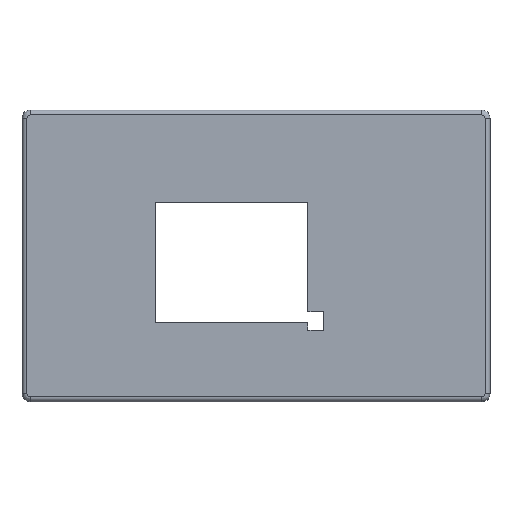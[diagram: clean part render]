
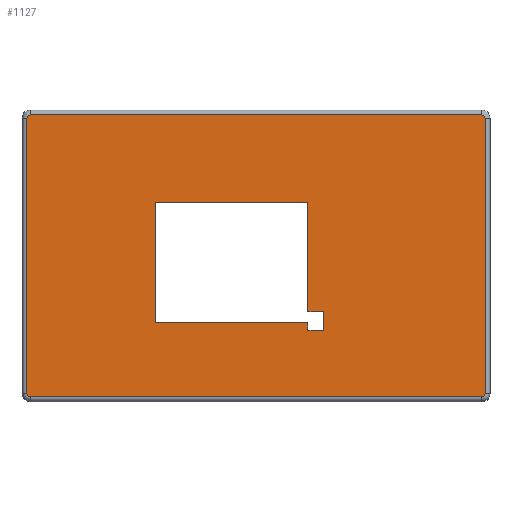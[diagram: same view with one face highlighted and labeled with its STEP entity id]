
A CAD part, top view. The second image highlights one B-rep face of the part: STEP entity #1127.
In plain terms, the highlighted planar face has unit normal (0, 0, 1).
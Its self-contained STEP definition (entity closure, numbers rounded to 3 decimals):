
#31=FACE_BOUND('',#124,.T.);
#34=CIRCLE('',#1205,0.34);
#35=CIRCLE('',#1206,0.34);
#36=CIRCLE('',#1207,0.34);
#37=CIRCLE('',#1208,0.34);
#60=FACE_OUTER_BOUND('',#123,.T.);
#123=EDGE_LOOP('',(#748,#749,#750,#751,#752,#753,#754,#755));
#124=EDGE_LOOP('',(#756,#757,#758,#759,#760,#761,#762,#763));
#190=LINE('',#1606,#331);
#192=LINE('',#1613,#333);
#193=LINE('',#1617,#334);
#194=LINE('',#1621,#335);
#195=LINE('',#1624,#336);
#196=LINE('',#1626,#337);
#197=LINE('',#1628,#338);
#198=LINE('',#1630,#339);
#199=LINE('',#1632,#340);
#200=LINE('',#1634,#341);
#201=LINE('',#1636,#342);
#202=LINE('',#1637,#343);
#331=VECTOR('',#1293,10.);
#333=VECTOR('',#1299,10.);
#334=VECTOR('',#1302,10.);
#335=VECTOR('',#1305,10.);
#336=VECTOR('',#1308,10.);
#337=VECTOR('',#1309,10.);
#338=VECTOR('',#1310,10.);
#339=VECTOR('',#1311,10.);
#340=VECTOR('',#1312,10.);
#341=VECTOR('',#1313,10.);
#342=VECTOR('',#1314,10.);
#343=VECTOR('',#1315,10.);
#472=VERTEX_POINT('',#1603);
#473=VERTEX_POINT('',#1605);
#474=VERTEX_POINT('',#1609);
#475=VERTEX_POINT('',#1610);
#476=VERTEX_POINT('',#1612);
#477=VERTEX_POINT('',#1614);
#478=VERTEX_POINT('',#1616);
#479=VERTEX_POINT('',#1618);
#480=VERTEX_POINT('',#1620);
#481=VERTEX_POINT('',#1622);
#482=VERTEX_POINT('',#1625);
#483=VERTEX_POINT('',#1627);
#484=VERTEX_POINT('',#1629);
#485=VERTEX_POINT('',#1631);
#486=VERTEX_POINT('',#1633);
#487=VERTEX_POINT('',#1635);
#579=EDGE_CURVE('',#473,#472,#190,.T.);
#581=EDGE_CURVE('',#474,#475,#34,.T.);
#582=EDGE_CURVE('',#476,#474,#192,.T.);
#583=EDGE_CURVE('',#477,#476,#35,.T.);
#584=EDGE_CURVE('',#478,#477,#193,.T.);
#585=EDGE_CURVE('',#479,#478,#36,.T.);
#586=EDGE_CURVE('',#480,#479,#194,.T.);
#587=EDGE_CURVE('',#481,#480,#37,.T.);
#588=EDGE_CURVE('',#475,#481,#195,.T.);
#589=EDGE_CURVE('',#482,#473,#196,.T.);
#590=EDGE_CURVE('',#472,#483,#197,.T.);
#591=EDGE_CURVE('',#483,#484,#198,.T.);
#592=EDGE_CURVE('',#484,#485,#199,.T.);
#593=EDGE_CURVE('',#485,#486,#200,.T.);
#594=EDGE_CURVE('',#486,#487,#201,.T.);
#595=EDGE_CURVE('',#487,#482,#202,.T.);
#748=ORIENTED_EDGE('',*,*,#581,.F.);
#749=ORIENTED_EDGE('',*,*,#582,.F.);
#750=ORIENTED_EDGE('',*,*,#583,.F.);
#751=ORIENTED_EDGE('',*,*,#584,.F.);
#752=ORIENTED_EDGE('',*,*,#585,.F.);
#753=ORIENTED_EDGE('',*,*,#586,.F.);
#754=ORIENTED_EDGE('',*,*,#587,.F.);
#755=ORIENTED_EDGE('',*,*,#588,.F.);
#756=ORIENTED_EDGE('',*,*,#589,.T.);
#757=ORIENTED_EDGE('',*,*,#579,.T.);
#758=ORIENTED_EDGE('',*,*,#590,.T.);
#759=ORIENTED_EDGE('',*,*,#591,.T.);
#760=ORIENTED_EDGE('',*,*,#592,.T.);
#761=ORIENTED_EDGE('',*,*,#593,.T.);
#762=ORIENTED_EDGE('',*,*,#594,.T.);
#763=ORIENTED_EDGE('',*,*,#595,.T.);
#1079=PLANE('',#1204);
#1127=ADVANCED_FACE('',(#60,#31),#1079,.T.);
#1204=AXIS2_PLACEMENT_3D('',#1608,#1295,#1296);
#1205=AXIS2_PLACEMENT_3D('',#1611,#1297,#1298);
#1206=AXIS2_PLACEMENT_3D('',#1615,#1300,#1301);
#1207=AXIS2_PLACEMENT_3D('',#1619,#1303,#1304);
#1208=AXIS2_PLACEMENT_3D('',#1623,#1306,#1307);
#1293=DIRECTION('',(0.,1.,0.));
#1295=DIRECTION('center_axis',(0.,0.,1.));
#1296=DIRECTION('ref_axis',(1.,0.,0.));
#1297=DIRECTION('center_axis',(0.,0.,-1.));
#1298=DIRECTION('ref_axis',(-0.707,0.707,0.));
#1299=DIRECTION('',(0.,1.,0.));
#1300=DIRECTION('center_axis',(0.,0.,-1.));
#1301=DIRECTION('ref_axis',(-0.707,-0.707,0.));
#1302=DIRECTION('',(-1.,0.,0.));
#1303=DIRECTION('center_axis',(0.,0.,-1.));
#1304=DIRECTION('ref_axis',(0.707,-0.707,0.));
#1305=DIRECTION('',(0.,-1.,0.));
#1306=DIRECTION('center_axis',(0.,0.,-1.));
#1307=DIRECTION('ref_axis',(0.707,0.707,0.));
#1308=DIRECTION('',(1.,0.,0.));
#1309=DIRECTION('',(-1.,0.,0.));
#1310=DIRECTION('',(1.,0.,0.));
#1311=DIRECTION('',(0.,-1.,0.));
#1312=DIRECTION('',(1.,0.,0.));
#1313=DIRECTION('',(0.,-1.,0.));
#1314=DIRECTION('',(-1.,0.,0.));
#1315=DIRECTION('',(0.,1.,0.));
#1603=CARTESIAN_POINT('',(-32.871,13.097,-12.635));
#1605=CARTESIAN_POINT('',(-32.871,0.952,-12.635));
#1606=CARTESIAN_POINT('',(-32.871,5.998,-12.635));
#1608=CARTESIAN_POINT('Origin',(-22.654,-1.828,-12.635));
#1609=CARTESIAN_POINT('',(-45.826,21.603,-12.635));
#1610=CARTESIAN_POINT('',(-45.486,21.943,-12.635));
#1611=CARTESIAN_POINT('Origin',(-45.486,21.603,-12.635));
#1612=CARTESIAN_POINT('',(-45.826,-6.181,-12.635));
#1613=CARTESIAN_POINT('',(-45.826,-16.414,-12.635));
#1614=CARTESIAN_POINT('',(-45.486,-6.521,-12.635));
#1615=CARTESIAN_POINT('Origin',(-45.486,-6.181,-12.635));
#1616=CARTESIAN_POINT('',(0.078,-6.521,-12.635));
#1617=CARTESIAN_POINT('',(-25.202,-6.521,-12.635));
#1618=CARTESIAN_POINT('',(0.418,-6.181,-12.635));
#1619=CARTESIAN_POINT('Origin',(0.078,-6.181,-12.635));
#1620=CARTESIAN_POINT('',(0.418,21.603,-12.635));
#1621=CARTESIAN_POINT('',(0.418,-16.414,-12.635));
#1622=CARTESIAN_POINT('',(0.078,21.943,-12.635));
#1623=CARTESIAN_POINT('Origin',(0.078,21.603,-12.635));
#1624=CARTESIAN_POINT('',(-33.506,21.943,-12.635));
#1625=CARTESIAN_POINT('',(-17.468,0.952,-12.635));
#1626=CARTESIAN_POINT('',(-27.688,0.952,-12.635));
#1627=CARTESIAN_POINT('',(-17.468,13.097,-12.635));
#1628=CARTESIAN_POINT('',(-27.688,13.097,-12.635));
#1629=CARTESIAN_POINT('',(-17.468,2.07,-12.635));
#1630=CARTESIAN_POINT('',(-17.468,-0.338,-12.635));
#1631=CARTESIAN_POINT('',(-15.88,2.07,-12.635));
#1632=CARTESIAN_POINT('',(-19.664,2.07,-12.635));
#1633=CARTESIAN_POINT('',(-15.88,0.222,-12.635));
#1634=CARTESIAN_POINT('',(-15.88,-0.416,-12.635));
#1635=CARTESIAN_POINT('',(-17.468,0.222,-12.635));
#1636=CARTESIAN_POINT('',(-19.664,0.222,-12.635));
#1637=CARTESIAN_POINT('',(-17.468,-0.416,-12.635));
